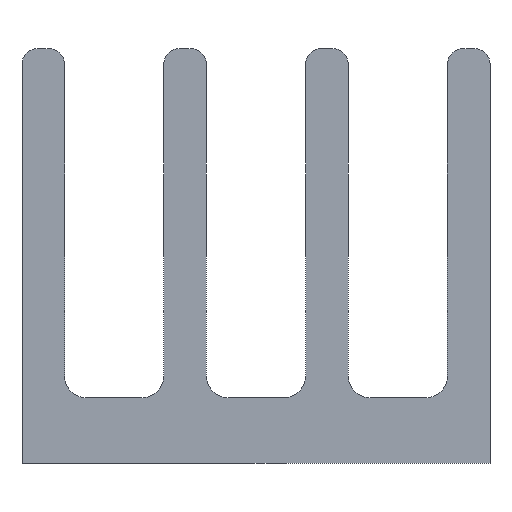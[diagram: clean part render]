
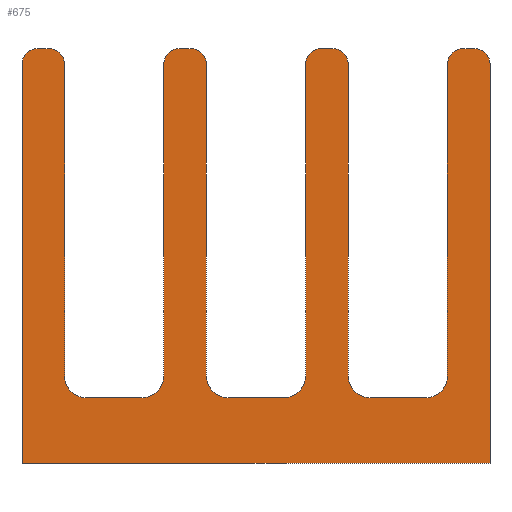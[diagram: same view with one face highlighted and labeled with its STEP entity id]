
A CAD part, front view. The second image highlights one B-rep face of the part: STEP entity #675.
In plain terms, the highlighted planar face has unit normal (0, -1, 0).
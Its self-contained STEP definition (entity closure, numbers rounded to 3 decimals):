
#37=PLANE('',#742);
#45=LINE('',#996,#109);
#49=LINE('',#1008,#113);
#53=LINE('',#1020,#117);
#57=LINE('',#1032,#121);
#61=LINE('',#1044,#125);
#65=LINE('',#1056,#129);
#69=LINE('',#1068,#133);
#72=LINE('',#1074,#136);
#75=LINE('',#1080,#139);
#79=LINE('',#1092,#143);
#83=LINE('',#1104,#147);
#87=LINE('',#1116,#151);
#91=LINE('',#1128,#155);
#95=LINE('',#1140,#159);
#99=LINE('',#1152,#163);
#101=LINE('',#1159,#165);
#109=VECTOR('',#770,14.3);
#113=VECTOR('',#782,0.55);
#117=VECTOR('',#794,14.3);
#121=VECTOR('',#806,2.55);
#125=VECTOR('',#818,14.3);
#129=VECTOR('',#830,0.55);
#133=VECTOR('',#842,18.3);
#136=VECTOR('',#847,21.45);
#139=VECTOR('',#852,18.3);
#143=VECTOR('',#864,0.55);
#147=VECTOR('',#876,14.3);
#151=VECTOR('',#888,2.55);
#155=VECTOR('',#900,14.3);
#159=VECTOR('',#912,0.55);
#163=VECTOR('',#924,14.3);
#165=VECTOR('',#934,2.55);
#201=FACE_OUTER_BOUND('',#237,.T.);
#237=EDGE_LOOP('',(#597,#598,#599,#600,#601,#602,#603,#604,#605,#606,#607,
#608,#609,#610,#611,#612,#613,#614,#615,#616,#617,#618,#619,#620,#621,#622,
#623,#624,#625,#626));
#242=CIRCLE('',#684,1.);
#244=CIRCLE('',#689,0.7);
#246=CIRCLE('',#693,0.7);
#248=CIRCLE('',#697,1.);
#250=CIRCLE('',#701,1.);
#252=CIRCLE('',#705,0.7);
#254=CIRCLE('',#709,0.7);
#256=CIRCLE('',#715,0.7);
#258=CIRCLE('',#719,0.7);
#260=CIRCLE('',#723,1.);
#262=CIRCLE('',#727,1.);
#264=CIRCLE('',#731,0.7);
#266=CIRCLE('',#735,0.7);
#267=CIRCLE('',#738,1.);
#278=VERTEX_POINT('',#982);
#279=VERTEX_POINT('',#984);
#282=VERTEX_POINT('',#994);
#284=VERTEX_POINT('',#1000);
#286=VERTEX_POINT('',#1006);
#288=VERTEX_POINT('',#1012);
#290=VERTEX_POINT('',#1018);
#292=VERTEX_POINT('',#1024);
#294=VERTEX_POINT('',#1030);
#296=VERTEX_POINT('',#1036);
#298=VERTEX_POINT('',#1042);
#300=VERTEX_POINT('',#1048);
#302=VERTEX_POINT('',#1054);
#304=VERTEX_POINT('',#1060);
#306=VERTEX_POINT('',#1066);
#308=VERTEX_POINT('',#1072);
#310=VERTEX_POINT('',#1078);
#312=VERTEX_POINT('',#1084);
#314=VERTEX_POINT('',#1090);
#316=VERTEX_POINT('',#1096);
#318=VERTEX_POINT('',#1102);
#320=VERTEX_POINT('',#1108);
#322=VERTEX_POINT('',#1114);
#324=VERTEX_POINT('',#1120);
#326=VERTEX_POINT('',#1126);
#328=VERTEX_POINT('',#1132);
#330=VERTEX_POINT('',#1138);
#332=VERTEX_POINT('',#1144);
#334=VERTEX_POINT('',#1150);
#335=VERTEX_POINT('',#1154);
#344=EDGE_CURVE('',#279,#278,#242,.T.);
#350=EDGE_CURVE('',#278,#282,#45,.T.);
#353=EDGE_CURVE('',#282,#284,#244,.T.);
#356=EDGE_CURVE('',#284,#286,#49,.T.);
#359=EDGE_CURVE('',#286,#288,#246,.T.);
#362=EDGE_CURVE('',#288,#290,#53,.T.);
#365=EDGE_CURVE('',#290,#292,#248,.T.);
#368=EDGE_CURVE('',#292,#294,#57,.T.);
#371=EDGE_CURVE('',#294,#296,#250,.T.);
#374=EDGE_CURVE('',#296,#298,#61,.T.);
#377=EDGE_CURVE('',#298,#300,#252,.T.);
#380=EDGE_CURVE('',#300,#302,#65,.T.);
#383=EDGE_CURVE('',#302,#304,#254,.T.);
#386=EDGE_CURVE('',#304,#306,#69,.T.);
#389=EDGE_CURVE('',#306,#308,#72,.T.);
#392=EDGE_CURVE('',#308,#310,#75,.T.);
#395=EDGE_CURVE('',#310,#312,#256,.T.);
#398=EDGE_CURVE('',#312,#314,#79,.T.);
#401=EDGE_CURVE('',#314,#316,#258,.T.);
#404=EDGE_CURVE('',#316,#318,#83,.T.);
#407=EDGE_CURVE('',#318,#320,#260,.T.);
#410=EDGE_CURVE('',#320,#322,#87,.T.);
#413=EDGE_CURVE('',#322,#324,#262,.T.);
#416=EDGE_CURVE('',#324,#326,#91,.T.);
#419=EDGE_CURVE('',#326,#328,#264,.T.);
#422=EDGE_CURVE('',#328,#330,#95,.T.);
#425=EDGE_CURVE('',#330,#332,#266,.T.);
#428=EDGE_CURVE('',#332,#334,#99,.T.);
#430=EDGE_CURVE('',#334,#335,#267,.T.);
#432=EDGE_CURVE('',#335,#279,#101,.T.);
#597=ORIENTED_EDGE('',*,*,#344,.T.);
#598=ORIENTED_EDGE('',*,*,#350,.T.);
#599=ORIENTED_EDGE('',*,*,#353,.T.);
#600=ORIENTED_EDGE('',*,*,#356,.T.);
#601=ORIENTED_EDGE('',*,*,#359,.T.);
#602=ORIENTED_EDGE('',*,*,#362,.T.);
#603=ORIENTED_EDGE('',*,*,#365,.T.);
#604=ORIENTED_EDGE('',*,*,#368,.T.);
#605=ORIENTED_EDGE('',*,*,#371,.T.);
#606=ORIENTED_EDGE('',*,*,#374,.T.);
#607=ORIENTED_EDGE('',*,*,#377,.T.);
#608=ORIENTED_EDGE('',*,*,#380,.T.);
#609=ORIENTED_EDGE('',*,*,#383,.T.);
#610=ORIENTED_EDGE('',*,*,#386,.T.);
#611=ORIENTED_EDGE('',*,*,#389,.T.);
#612=ORIENTED_EDGE('',*,*,#392,.T.);
#613=ORIENTED_EDGE('',*,*,#395,.T.);
#614=ORIENTED_EDGE('',*,*,#398,.T.);
#615=ORIENTED_EDGE('',*,*,#401,.T.);
#616=ORIENTED_EDGE('',*,*,#404,.T.);
#617=ORIENTED_EDGE('',*,*,#407,.T.);
#618=ORIENTED_EDGE('',*,*,#410,.T.);
#619=ORIENTED_EDGE('',*,*,#413,.T.);
#620=ORIENTED_EDGE('',*,*,#416,.T.);
#621=ORIENTED_EDGE('',*,*,#419,.T.);
#622=ORIENTED_EDGE('',*,*,#422,.T.);
#623=ORIENTED_EDGE('',*,*,#425,.T.);
#624=ORIENTED_EDGE('',*,*,#428,.T.);
#625=ORIENTED_EDGE('',*,*,#430,.T.);
#626=ORIENTED_EDGE('',*,*,#432,.T.);
#675=ADVANCED_FACE('',(#201),#37,.T.);
#684=AXIS2_PLACEMENT_3D('',#985,#759,#760);
#689=AXIS2_PLACEMENT_3D('',#1002,#776,#777);
#693=AXIS2_PLACEMENT_3D('',#1014,#788,#789);
#697=AXIS2_PLACEMENT_3D('',#1026,#800,#801);
#701=AXIS2_PLACEMENT_3D('',#1038,#812,#813);
#705=AXIS2_PLACEMENT_3D('',#1050,#824,#825);
#709=AXIS2_PLACEMENT_3D('',#1062,#836,#837);
#715=AXIS2_PLACEMENT_3D('',#1086,#858,#859);
#719=AXIS2_PLACEMENT_3D('',#1098,#870,#871);
#723=AXIS2_PLACEMENT_3D('',#1110,#882,#883);
#727=AXIS2_PLACEMENT_3D('',#1122,#894,#895);
#731=AXIS2_PLACEMENT_3D('',#1134,#906,#907);
#735=AXIS2_PLACEMENT_3D('',#1146,#918,#919);
#738=AXIS2_PLACEMENT_3D('',#1156,#928,#929);
#742=AXIS2_PLACEMENT_3D('',#1161,#937,#938);
#759=DIRECTION('center_axis',(0.,1.,0.));
#760=DIRECTION('ref_axis',(0.,0.,-1.));
#770=DIRECTION('',(0.,0.,1.));
#776=DIRECTION('center_axis',(0.,-1.,0.));
#777=DIRECTION('ref_axis',(0.,0.,-1.));
#782=DIRECTION('',(-1.,0.,0.));
#788=DIRECTION('center_axis',(0.,-1.,0.));
#789=DIRECTION('ref_axis',(1.,0.,0.));
#794=DIRECTION('',(0.,0.,-1.));
#800=DIRECTION('center_axis',(0.,1.,0.));
#801=DIRECTION('ref_axis',(1.,0.,0.));
#806=DIRECTION('',(-1.,0.,0.));
#812=DIRECTION('center_axis',(0.,1.,0.));
#813=DIRECTION('ref_axis',(0.,0.,-1.));
#818=DIRECTION('',(0.,0.,1.));
#824=DIRECTION('center_axis',(0.,-1.,0.));
#825=DIRECTION('ref_axis',(0.,0.,-1.));
#830=DIRECTION('',(-1.,0.,0.));
#836=DIRECTION('center_axis',(0.,-1.,0.));
#837=DIRECTION('ref_axis',(1.,0.,0.));
#842=DIRECTION('',(0.,0.,-1.));
#847=DIRECTION('',(1.,0.,0.));
#852=DIRECTION('',(0.,0.,1.));
#858=DIRECTION('center_axis',(0.,-1.,0.));
#859=DIRECTION('ref_axis',(0.,0.,-1.));
#864=DIRECTION('',(-1.,0.,0.));
#870=DIRECTION('center_axis',(0.,-1.,0.));
#871=DIRECTION('ref_axis',(1.,0.,0.));
#876=DIRECTION('',(0.,0.,-1.));
#882=DIRECTION('center_axis',(0.,1.,0.));
#883=DIRECTION('ref_axis',(1.,0.,0.));
#888=DIRECTION('',(-1.,0.,0.));
#894=DIRECTION('center_axis',(0.,1.,0.));
#895=DIRECTION('ref_axis',(0.,0.,-1.));
#900=DIRECTION('',(0.,0.,1.));
#906=DIRECTION('center_axis',(0.,-1.,0.));
#907=DIRECTION('ref_axis',(0.,0.,-1.));
#912=DIRECTION('',(-1.,0.,0.));
#918=DIRECTION('center_axis',(0.,-1.,0.));
#919=DIRECTION('ref_axis',(1.,0.,0.));
#924=DIRECTION('',(0.,0.,-1.));
#928=DIRECTION('center_axis',(0.,1.,0.));
#929=DIRECTION('ref_axis',(1.,0.,0.));
#934=DIRECTION('',(-1.,0.,0.));
#937=DIRECTION('center_axis',(0.,-1.,0.));
#938=DIRECTION('ref_axis',(1.,0.,0.));
#982=CARTESIAN_POINT('',(-2.275,-15.7,4.));
#984=CARTESIAN_POINT('',(-1.275,-15.7,3.));
#985=CARTESIAN_POINT('Origin',(-1.275,-15.7,4.));
#994=CARTESIAN_POINT('',(-2.275,-15.7,18.3));
#996=CARTESIAN_POINT('',(-2.275,-15.7,4.));
#1000=CARTESIAN_POINT('',(-2.975,-15.7,19.));
#1002=CARTESIAN_POINT('Origin',(-2.975,-15.7,18.3));
#1006=CARTESIAN_POINT('',(-3.525,-15.7,19.));
#1008=CARTESIAN_POINT('',(-2.975,-15.7,19.));
#1012=CARTESIAN_POINT('',(-4.225,-15.7,18.3));
#1014=CARTESIAN_POINT('Origin',(-3.525,-15.7,18.3));
#1018=CARTESIAN_POINT('',(-4.225,-15.7,4.));
#1020=CARTESIAN_POINT('',(-4.225,-15.7,18.3));
#1024=CARTESIAN_POINT('',(-5.225,-15.7,3.));
#1026=CARTESIAN_POINT('Origin',(-5.225,-15.7,4.));
#1030=CARTESIAN_POINT('',(-7.775,-15.7,3.));
#1032=CARTESIAN_POINT('',(-5.225,-15.7,3.));
#1036=CARTESIAN_POINT('',(-8.775,-15.7,4.));
#1038=CARTESIAN_POINT('Origin',(-7.775,-15.7,4.));
#1042=CARTESIAN_POINT('',(-8.775,-15.7,18.3));
#1044=CARTESIAN_POINT('',(-8.775,-15.7,4.));
#1048=CARTESIAN_POINT('',(-9.475,-15.7,19.));
#1050=CARTESIAN_POINT('Origin',(-9.475,-15.7,18.3));
#1054=CARTESIAN_POINT('',(-10.025,-15.7,19.));
#1056=CARTESIAN_POINT('',(-9.475,-15.7,19.));
#1060=CARTESIAN_POINT('',(-10.725,-15.7,18.3));
#1062=CARTESIAN_POINT('Origin',(-10.025,-15.7,18.3));
#1066=CARTESIAN_POINT('',(-10.725,-15.7,0.));
#1068=CARTESIAN_POINT('',(-10.725,-15.7,18.3));
#1072=CARTESIAN_POINT('',(10.725,-15.7,0.));
#1074=CARTESIAN_POINT('',(-10.725,-15.7,0.));
#1078=CARTESIAN_POINT('',(10.725,-15.7,18.3));
#1080=CARTESIAN_POINT('',(10.725,-15.7,0.));
#1084=CARTESIAN_POINT('',(10.025,-15.7,19.));
#1086=CARTESIAN_POINT('Origin',(10.025,-15.7,18.3));
#1090=CARTESIAN_POINT('',(9.475,-15.7,19.));
#1092=CARTESIAN_POINT('',(10.025,-15.7,19.));
#1096=CARTESIAN_POINT('',(8.775,-15.7,18.3));
#1098=CARTESIAN_POINT('Origin',(9.475,-15.7,18.3));
#1102=CARTESIAN_POINT('',(8.775,-15.7,4.));
#1104=CARTESIAN_POINT('',(8.775,-15.7,18.3));
#1108=CARTESIAN_POINT('',(7.775,-15.7,3.));
#1110=CARTESIAN_POINT('Origin',(7.775,-15.7,4.));
#1114=CARTESIAN_POINT('',(5.225,-15.7,3.));
#1116=CARTESIAN_POINT('',(7.775,-15.7,3.));
#1120=CARTESIAN_POINT('',(4.225,-15.7,4.));
#1122=CARTESIAN_POINT('Origin',(5.225,-15.7,4.));
#1126=CARTESIAN_POINT('',(4.225,-15.7,18.3));
#1128=CARTESIAN_POINT('',(4.225,-15.7,4.));
#1132=CARTESIAN_POINT('',(3.525,-15.7,19.));
#1134=CARTESIAN_POINT('Origin',(3.525,-15.7,18.3));
#1138=CARTESIAN_POINT('',(2.975,-15.7,19.));
#1140=CARTESIAN_POINT('',(3.525,-15.7,19.));
#1144=CARTESIAN_POINT('',(2.275,-15.7,18.3));
#1146=CARTESIAN_POINT('Origin',(2.975,-15.7,18.3));
#1150=CARTESIAN_POINT('',(2.275,-15.7,4.));
#1152=CARTESIAN_POINT('',(2.275,-15.7,18.3));
#1154=CARTESIAN_POINT('',(1.275,-15.7,3.));
#1156=CARTESIAN_POINT('Origin',(1.275,-15.7,4.));
#1159=CARTESIAN_POINT('',(1.275,-15.7,3.));
#1161=CARTESIAN_POINT('Origin',(0.,-15.7,9.033));
